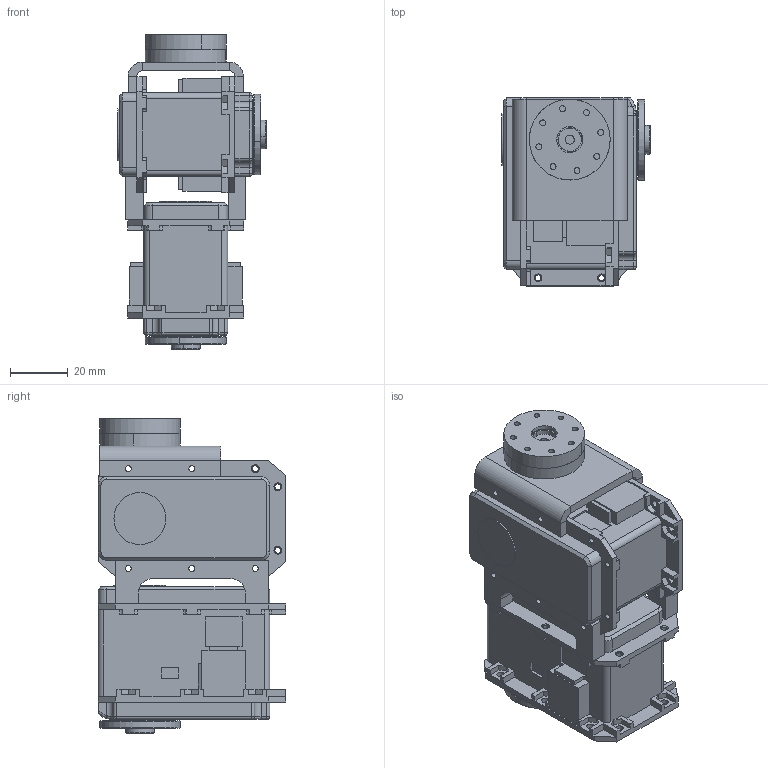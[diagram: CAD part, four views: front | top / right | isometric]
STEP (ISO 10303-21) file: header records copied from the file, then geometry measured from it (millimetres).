
FILE_DESCRIPTION (( 'STEP AP203' ), '1' );
FILE_NAME ('right_ankle_part_Default_sldprt.STEP', '2018-08-27T14:13:26', ( '' ), ( '' ), 'SwSTEP 2.0', 'SolidWorks 2018', '' );
FILE_SCHEMA (( 'CONFIG_CONTROL_DESIGN' ));
Length unit declared in the file: millimetre
Products named in the file (1): right_ankle_part_Default_sldprt
Bounding box: 51.3 x 65.1 x 109 mm (x, y, z)
Volume: 190032.6 mm3; surface area: 48810.9 mm2
Topology: 10 solids, 10 shells, 1188 faces, 3201 edges, 2039 vertices
Faces by surface type: plane 582, cylinder 436, cone 130, bspline 28, torus 12
Entity records: 39574 total; most frequent: CARTESIAN_POINT 9687, ORIENTED_EDGE 6354, DIRECTION 5959, EDGE_CURVE 3177, AXIS2_PLACEMENT_3D 2053, VERTEX_POINT 2039, VECTOR 1853, LINE 1853
